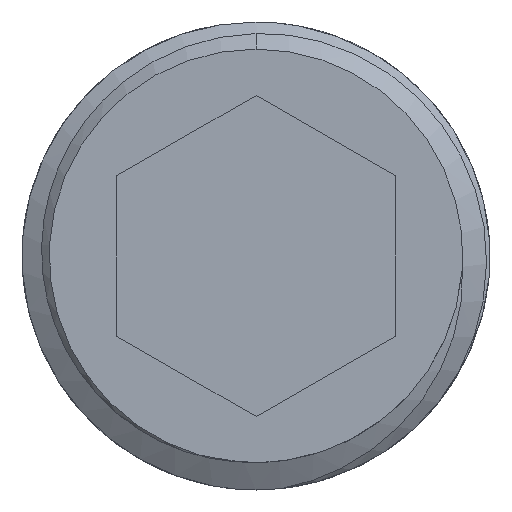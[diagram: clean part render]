
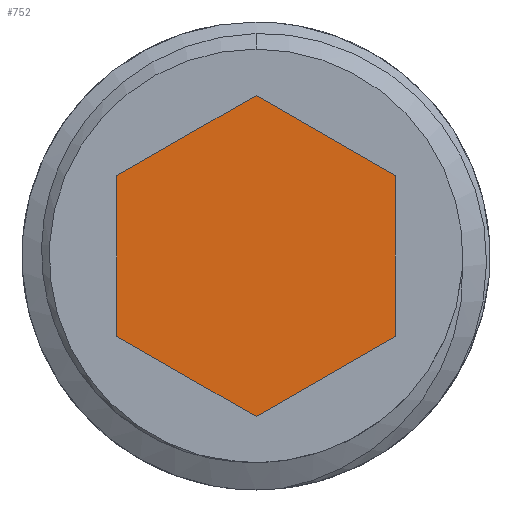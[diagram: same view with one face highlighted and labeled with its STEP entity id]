
A CAD part, front view. The second image highlights one B-rep face of the part: STEP entity #752.
In plain terms, the highlighted planar face has unit normal (0, -1, 0).
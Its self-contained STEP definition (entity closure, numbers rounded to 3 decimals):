
#4 = VERTEX_POINT ( 'NONE', #192 ) ;
#63 = CARTESIAN_POINT ( 'NONE',  ( -4.1, 4., -2.367 ) ) ;
#72 = CARTESIAN_POINT ( 'NONE',  ( 0., 4., 0. ) ) ;
#91 = LINE ( 'NONE', #63, #2247 ) ;
#95 = ORIENTED_EDGE ( 'NONE', *, *, #484, .T. ) ;
#130 = EDGE_CURVE ( 'NONE', #4, #2325, #2054, .T. ) ;
#192 = CARTESIAN_POINT ( 'NONE',  ( 0., 4., 4.734 ) ) ;
#205 = ORIENTED_EDGE ( 'NONE', *, *, #130, .T. ) ;
#209 = CARTESIAN_POINT ( 'NONE',  ( 0., 4., -4.734 ) ) ;
#304 = LINE ( 'NONE', #1063, #1786 ) ;
#346 = VECTOR ( 'NONE', #1766, 1000. ) ;
#484 = EDGE_CURVE ( 'NONE', #2508, #1360, #2019, .T. ) ;
#548 = ORIENTED_EDGE ( 'NONE', *, *, #1537, .T. ) ;
#619 = AXIS2_PLACEMENT_3D ( 'NONE', #72, #662, #2028 ) ;
#635 = PLANE ( 'NONE',  #619 ) ;
#662 = DIRECTION ( 'NONE',  ( 0., -1., 0. ) ) ;
#694 = DIRECTION ( 'NONE',  ( 0.866, 0., -0.5 ) ) ;
#752 = ADVANCED_FACE ( 'NONE', ( #1831 ), #635, .T. ) ;
#954 = CARTESIAN_POINT ( 'NONE',  ( 0., 4., -4.734 ) ) ;
#1034 = DIRECTION ( 'NONE',  ( 0., 0., 1. ) ) ;
#1063 = CARTESIAN_POINT ( 'NONE',  ( 4.1, 4., 2.367 ) ) ;
#1073 = VECTOR ( 'NONE', #1034, 1000. ) ;
#1091 = DIRECTION ( 'NONE',  ( -0.866, 0., 0.5 ) ) ;
#1294 = CARTESIAN_POINT ( 'NONE',  ( -4.1, 4., -2.367 ) ) ;
#1360 = VERTEX_POINT ( 'NONE', #2547 ) ;
#1465 = EDGE_LOOP ( 'NONE', ( #548, #95, #1983, #205, #2289, #2146 ) ) ;
#1537 = EDGE_CURVE ( 'NONE', #2232, #2508, #2447, .T. ) ;
#1638 = CARTESIAN_POINT ( 'NONE',  ( 0., 4., 4.734 ) ) ;
#1766 = DIRECTION ( 'NONE',  ( 0.866, 0., 0.5 ) ) ;
#1771 = VECTOR ( 'NONE', #2429, 1000. ) ;
#1786 = VECTOR ( 'NONE', #1091, 1000. ) ;
#1831 = FACE_OUTER_BOUND ( 'NONE', #1465, .T. ) ;
#1949 = CARTESIAN_POINT ( 'NONE',  ( -4.1, 4., 2.367 ) ) ;
#1983 = ORIENTED_EDGE ( 'NONE', *, *, #2113, .T. ) ;
#2011 = EDGE_CURVE ( 'NONE', #2157, #2232, #91, .T. ) ;
#2019 = LINE ( 'NONE', #2470, #1073 ) ;
#2028 = DIRECTION ( 'NONE',  ( 0., 0., -1. ) ) ;
#2054 = LINE ( 'NONE', #1638, #1771 ) ;
#2113 = EDGE_CURVE ( 'NONE', #1360, #4, #304, .T. ) ;
#2146 = ORIENTED_EDGE ( 'NONE', *, *, #2011, .T. ) ;
#2157 = VERTEX_POINT ( 'NONE', #1294 ) ;
#2194 = CARTESIAN_POINT ( 'NONE',  ( -4.1, 4., 2.367 ) ) ;
#2232 = VERTEX_POINT ( 'NONE', #209 ) ;
#2247 = VECTOR ( 'NONE', #694, 1000. ) ;
#2252 = LINE ( 'NONE', #1949, #2440 ) ;
#2289 = ORIENTED_EDGE ( 'NONE', *, *, #2417, .T. ) ;
#2325 = VERTEX_POINT ( 'NONE', #2194 ) ;
#2378 = DIRECTION ( 'NONE',  ( 0., 0., -1. ) ) ;
#2417 = EDGE_CURVE ( 'NONE', #2325, #2157, #2252, .T. ) ;
#2429 = DIRECTION ( 'NONE',  ( -0.866, 0., -0.5 ) ) ;
#2440 = VECTOR ( 'NONE', #2378, 1000. ) ;
#2447 = LINE ( 'NONE', #954, #346 ) ;
#2462 = CARTESIAN_POINT ( 'NONE',  ( 4.1, 4., -2.367 ) ) ;
#2470 = CARTESIAN_POINT ( 'NONE',  ( 4.1, 4., -2.367 ) ) ;
#2508 = VERTEX_POINT ( 'NONE', #2462 ) ;
#2547 = CARTESIAN_POINT ( 'NONE',  ( 4.1, 4., 2.367 ) ) ;
